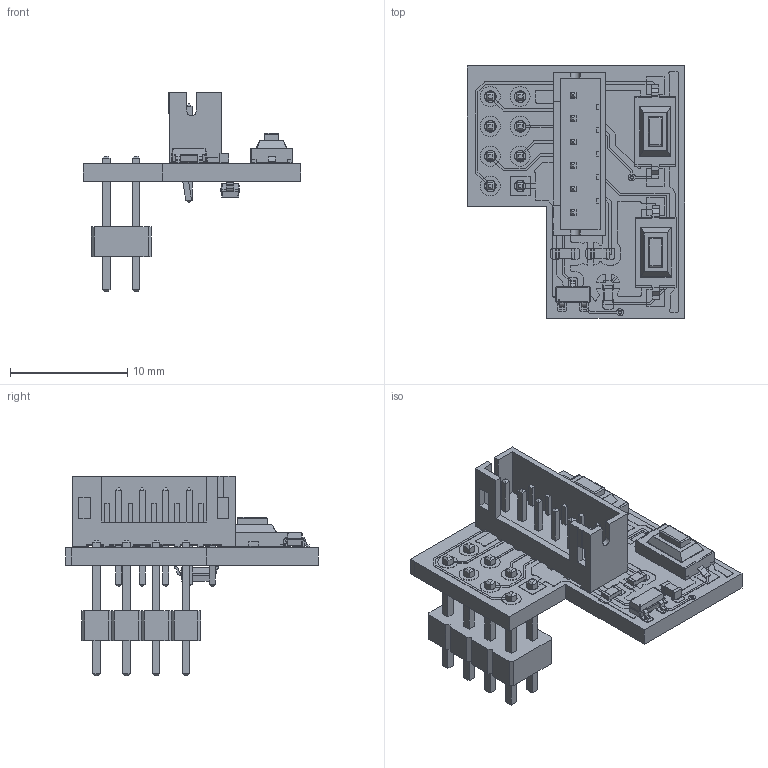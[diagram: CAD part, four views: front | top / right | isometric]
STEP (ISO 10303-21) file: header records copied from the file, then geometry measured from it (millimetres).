
FILE_DESCRIPTION(('KiCad electronic assembly'),'2;1');
FILE_NAME('sensor-programmer.step','2025-12-25T19:57:32',('Pcbnew'),( 'Kicad'),'Open CASCADE STEP processor 7.9','KiCad to STEP converter' ,'Unknown');
FILE_SCHEMA(('AUTOMOTIVE_DESIGN { 1 0 10303 214 1 1 1 1 }'));
Length unit declared in the file: millimetre
Products named in the file (12): sensor-programmer 1; SW_SPST_CK_RS282G05A3; SOT-23; PinHeader_2x04_P2.54mm_Vertical; C_0603_1608Metric; R_0603_1608Metric; JST_PH_B6B-PH-K_1x06_P2.00mm_Vertical; D_SOD-123; sensor-programmer_copper; sensor-programmer_pad; sensor-programmer_via; sensor-programmer_PCB
Assembly tree (13 placements, depth 2):
  sensor-programmer 1
    SW_SPST_CK_RS282G05A3  x2
    SOT-23
    PinHeader_2x04_P2.54mm_Vertical
    C_0603_1608Metric
    R_0603_1608Metric  x2
    JST_PH_B6B-PH-K_1x06_P2.00mm_Vertical
    D_SOD-123
    sensor-programmer_copper
    sensor-programmer_pad
    sensor-programmer_via
    sensor-programmer_PCB
Bounding box: 18.5 x 21.5 x 17 mm (x, y, z)
Volume: 905.4 mm3; surface area: 2875.6 mm2
Topology: 83 solids, 83 shells, 1839 faces, 4687 edges, 3067 vertices
Faces by surface type: plane 1433, cylinder 374, bspline 32
Full cylindrical faces by diameter (mm): 0.25 x2, 0.275 x4, 0.3 x2, 0.7 x18, 0.75 x12, 0.95 x24, 1 x16, 1.7 x14
Entity records: 56589 total; most frequent: CARTESIAN_POINT 9040, ORIENTED_EDGE 8678, DIRECTION 8376, EDGE_CURVE 4339, LINE 3578, VECTOR 3578, VERTEX_POINT 2839, AXIS2_PLACEMENT_3D 2399
